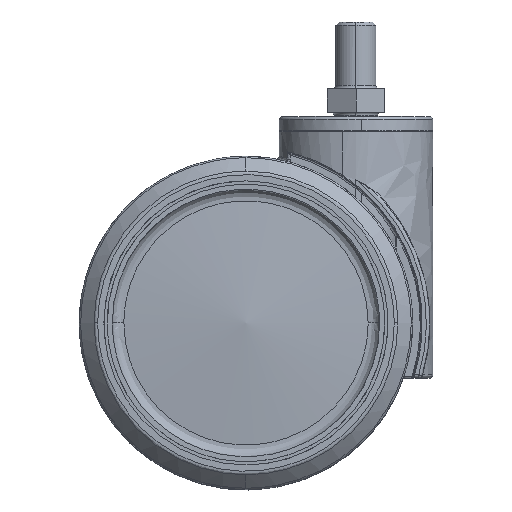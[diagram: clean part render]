
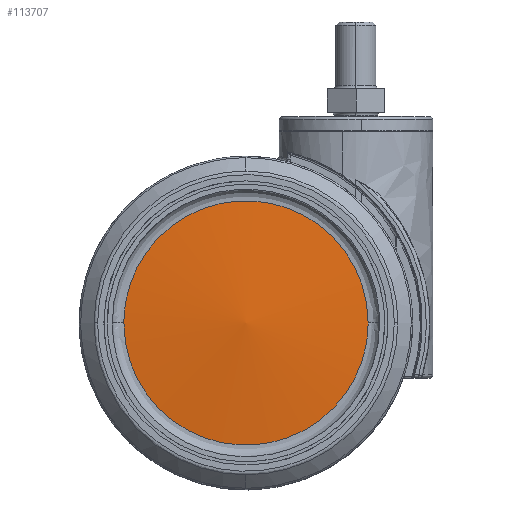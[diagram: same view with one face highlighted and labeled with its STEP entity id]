
A CAD part, top view. The second image highlights one B-rep face of the part: STEP entity #113707.
In plain terms, the highlighted free-form (B-spline) face has degree [2, 2] with [3, 3] control points.
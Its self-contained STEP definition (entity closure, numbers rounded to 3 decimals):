
#113647 = VERTEX_POINT('',#113648);
#113648 = CARTESIAN_POINT('',(-35.676,0.,
    27.821));
#113654 = EDGE_CURVE('',#113647,#113655,#113657,.T.);
#113655 = VERTEX_POINT('',#113656);
#113656 = CARTESIAN_POINT('',(35.676,0.,
    27.821));
#113657 = ( BOUNDED_CURVE() B_SPLINE_CURVE(2,(#113658,#113659,#113660,
#113661,#113662),.UNSPECIFIED.,.F.,.F.) B_SPLINE_CURVE_WITH_KNOTS((3,2,3
),(0.,1.571,3.142),.PIECEWISE_BEZIER_KNOTS.) CURVE() 
GEOMETRIC_REPRESENTATION_ITEM() RATIONAL_B_SPLINE_CURVE((1.,
0.707,1.,0.707,1.)) REPRESENTATION_ITEM('') );
#113658 = CARTESIAN_POINT('',(-35.676,0.,
    27.821));
#113659 = CARTESIAN_POINT('',(-35.676,-35.676,
    27.821));
#113660 = CARTESIAN_POINT('',(0.,-35.676,
    27.821));
#113661 = CARTESIAN_POINT('',(35.676,-35.676,
    27.821));
#113662 = CARTESIAN_POINT('',(35.676,0.,
    27.821));
#113707 = ADVANCED_FACE('',(#113708),#113719,.T.);
#113708 = FACE_BOUND('',#113709,.T.);
#113709 = EDGE_LOOP('',(#113710,#113718));
#113710 = ORIENTED_EDGE('',*,*,#113711,.T.);
#113711 = EDGE_CURVE('',#113655,#113647,#113712,.T.);
#113712 = ( BOUNDED_CURVE() B_SPLINE_CURVE(2,(#113713,#113714,#113715,
#113716,#113717),.UNSPECIFIED.,.F.,.F.) B_SPLINE_CURVE_WITH_KNOTS((3,2,3
),(0.,1.571,3.142),.PIECEWISE_BEZIER_KNOTS.) CURVE() 
GEOMETRIC_REPRESENTATION_ITEM() RATIONAL_B_SPLINE_CURVE((1.,
0.707,1.,0.707,1.)) REPRESENTATION_ITEM('') );
#113713 = CARTESIAN_POINT('',(35.676,0.,
    27.821));
#113714 = CARTESIAN_POINT('',(35.676,35.676,
    27.821));
#113715 = CARTESIAN_POINT('',(0.,35.676,
    27.821));
#113716 = CARTESIAN_POINT('',(-35.676,35.676,
    27.821));
#113717 = CARTESIAN_POINT('',(-35.676,0.,
    27.821));
#113718 = ORIENTED_EDGE('',*,*,#113654,.T.);
#113719 = ( BOUNDED_SURFACE() B_SPLINE_SURFACE(2,2,(
    (#113720,#113721,#113722)
    ,(#113723,#113724,#113725)
    ,(#113726,#113727,#113728
)),.UNSPECIFIED.,.F.,.F.,.F.) B_SPLINE_SURFACE_WITH_KNOTS((3,3),(3,3),(
    5.977,6.283),(0.,0.306),
.PIECEWISE_BEZIER_KNOTS.) GEOMETRIC_REPRESENTATION_ITEM() 
RATIONAL_B_SPLINE_SURFACE((
    (1.,0.988,1.)
    ,(0.988,0.977,0.988)
,(1.,0.988,1.))) REPRESENTATION_ITEM('') SURFACE() );
#113720 = CARTESIAN_POINT('',(35.26,35.676,
    25.121));
#113721 = CARTESIAN_POINT('',(36.097,0.,
    30.554));
#113722 = CARTESIAN_POINT('',(35.26,-35.676,
    25.121));
#113723 = CARTESIAN_POINT('',(0.,35.676,
    30.553));
#113724 = CARTESIAN_POINT('',(0.,0.,
    36.115));
#113725 = CARTESIAN_POINT('',(0.,-35.676,
    30.553));
#113726 = CARTESIAN_POINT('',(-35.26,35.676,
    25.121));
#113727 = CARTESIAN_POINT('',(-36.097,0.,
    30.554));
#113728 = CARTESIAN_POINT('',(-35.26,-35.676,
    25.121));
